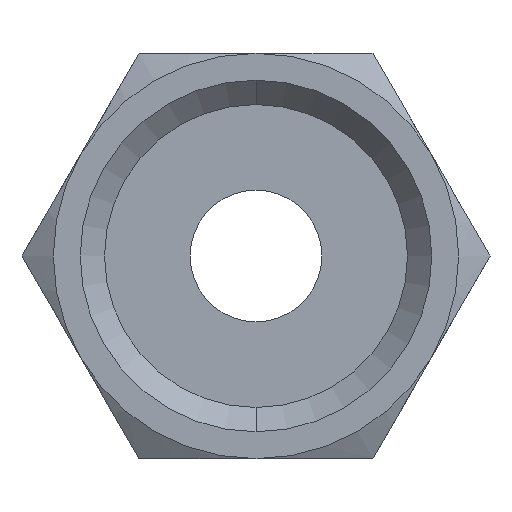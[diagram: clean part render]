
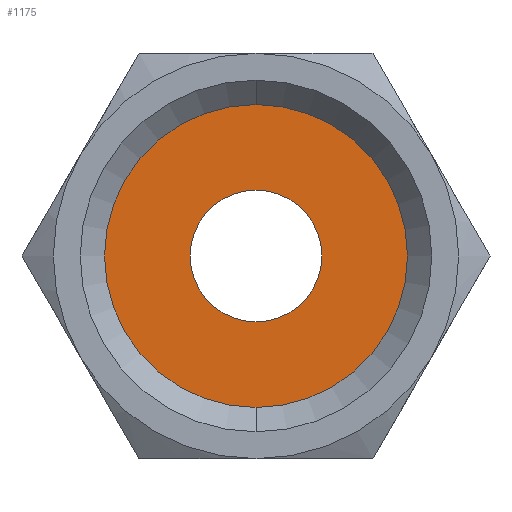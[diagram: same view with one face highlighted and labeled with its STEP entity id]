
A CAD part, front view. The second image highlights one B-rep face of the part: STEP entity #1175.
In plain terms, the highlighted planar face has unit normal (0, -1, 0).
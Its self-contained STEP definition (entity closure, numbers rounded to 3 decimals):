
#14 = EDGE_CURVE ( 'NONE', #1400, #441, #1465, .T. ) ;
#47 = DIRECTION ( 'NONE',  ( 0., 0., 1. ) ) ;
#85 = DIRECTION ( 'NONE',  ( 0., 0., -1. ) ) ;
#118 = CARTESIAN_POINT ( 'NONE',  ( 0., 11.5, 3.25 ) ) ;
#124 = PLANE ( 'NONE',  #513 ) ;
#197 = EDGE_CURVE ( 'NONE', #234, #1070, #895, .T. ) ;
#234 = VERTEX_POINT ( 'NONE', #319 ) ;
#290 = ORIENTED_EDGE ( 'NONE', *, *, #14, .F. ) ;
#301 = AXIS2_PLACEMENT_3D ( 'NONE', #752, #1228, #1015 ) ;
#306 = CARTESIAN_POINT ( 'NONE',  ( 0., 11.5, 0. ) ) ;
#319 = CARTESIAN_POINT ( 'NONE',  ( 0., 11.5, -7.475 ) ) ;
#348 = CIRCLE ( 'NONE', #301, 7.475 ) ;
#349 = ORIENTED_EDGE ( 'NONE', *, *, #1494, .F. ) ;
#359 = DIRECTION ( 'NONE',  ( 0., -1., 0. ) ) ;
#441 = VERTEX_POINT ( 'NONE', #118 ) ;
#453 = AXIS2_PLACEMENT_3D ( 'NONE', #1462, #359, #1592 ) ;
#513 = AXIS2_PLACEMENT_3D ( 'NONE', #1369, #1230, #747 ) ;
#591 = AXIS2_PLACEMENT_3D ( 'NONE', #306, #810, #47 ) ;
#747 = DIRECTION ( 'NONE',  ( 0., 0., 1. ) ) ;
#752 = CARTESIAN_POINT ( 'NONE',  ( 0., 11.5, 0. ) ) ;
#810 = DIRECTION ( 'NONE',  ( 0., -1., 0. ) ) ;
#895 = CIRCLE ( 'NONE', #965, 7.475 ) ;
#938 = EDGE_LOOP ( 'NONE', ( #977, #349 ) ) ;
#965 = AXIS2_PLACEMENT_3D ( 'NONE', #968, #1455, #85 ) ;
#968 = CARTESIAN_POINT ( 'NONE',  ( 0., 11.5, 0. ) ) ;
#977 = ORIENTED_EDGE ( 'NONE', *, *, #197, .F. ) ;
#984 = ORIENTED_EDGE ( 'NONE', *, *, #1077, .F. ) ;
#1015 = DIRECTION ( 'NONE',  ( 0., 0., -1. ) ) ;
#1070 = VERTEX_POINT ( 'NONE', #1111 ) ;
#1077 = EDGE_CURVE ( 'NONE', #441, #1400, #1463, .T. ) ;
#1111 = CARTESIAN_POINT ( 'NONE',  ( 0., 11.5, 7.475 ) ) ;
#1175 = ADVANCED_FACE ( 'NONE', ( #1254, #1250 ), #124, .F. ) ;
#1228 = DIRECTION ( 'NONE',  ( 0., 1., 0. ) ) ;
#1230 = DIRECTION ( 'NONE',  ( 0., 1., 0. ) ) ;
#1250 = FACE_OUTER_BOUND ( 'NONE', #938, .T. ) ;
#1254 = FACE_BOUND ( 'NONE', #1570, .T. ) ;
#1369 = CARTESIAN_POINT ( 'NONE',  ( -7.565, 11.5, -7.565 ) ) ;
#1400 = VERTEX_POINT ( 'NONE', #1548 ) ;
#1455 = DIRECTION ( 'NONE',  ( 0., 1., 0. ) ) ;
#1462 = CARTESIAN_POINT ( 'NONE',  ( 0., 11.5, 0. ) ) ;
#1463 = CIRCLE ( 'NONE', #453, 3.25 ) ;
#1465 = CIRCLE ( 'NONE', #591, 3.25 ) ;
#1494 = EDGE_CURVE ( 'NONE', #1070, #234, #348, .T. ) ;
#1548 = CARTESIAN_POINT ( 'NONE',  ( 0., 11.5, -3.25 ) ) ;
#1570 = EDGE_LOOP ( 'NONE', ( #984, #290 ) ) ;
#1592 = DIRECTION ( 'NONE',  ( 0., 0., 1. ) ) ;
